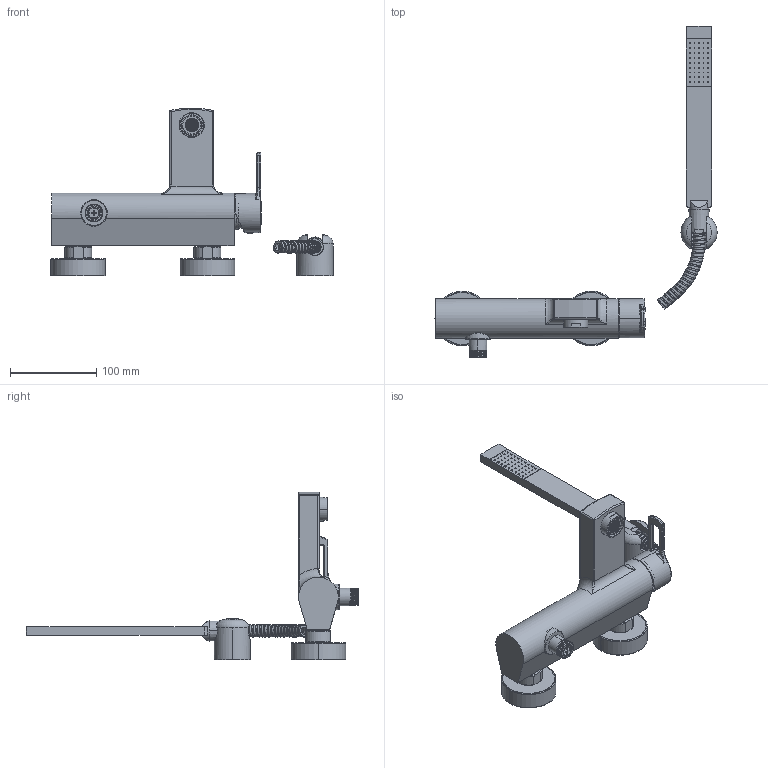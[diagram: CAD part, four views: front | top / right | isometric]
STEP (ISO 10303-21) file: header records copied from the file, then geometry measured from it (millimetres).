
FILE_DESCRIPTION((''),'2;1');
FILE_NAME('RIN026CR','2021-04-28T16:22:51',('ut3'),('PAFFONI SpA'),'CREO PARAMETRIC BY PTC INC, 2020044','CREO PARAMETRIC BY PTC INC, 2020044','');
FILE_SCHEMA(('CONFIG_CONTROL_DESIGN','SHAPE_APPEARANCE_LAYERS_GROUPS'));
Products named in the file (1): RIN026CR
Bounding box: 327.75 x 385.59 x 194.7 mm (x, y, z)
Volume: 436596.4 mm3; surface area: 265042.2 mm2
Topology: 3 solids, 3 shells, 3444 faces, 9609 edges, 6220 vertices
Faces by surface type: plane 2518, cylinder 499, torus 173, cone 129, bspline 87, sphere 38
Entity records: 174871 total; most frequent: CARTESIAN_POINT 59738, ORIENTED_EDGE 19184, DIRECTION 18115, EDGE_CURVE 9592, VECTOR 6307, LINE 6307, VERTEX_POINT 6219, AXIS2_PLACEMENT_3D 5904
